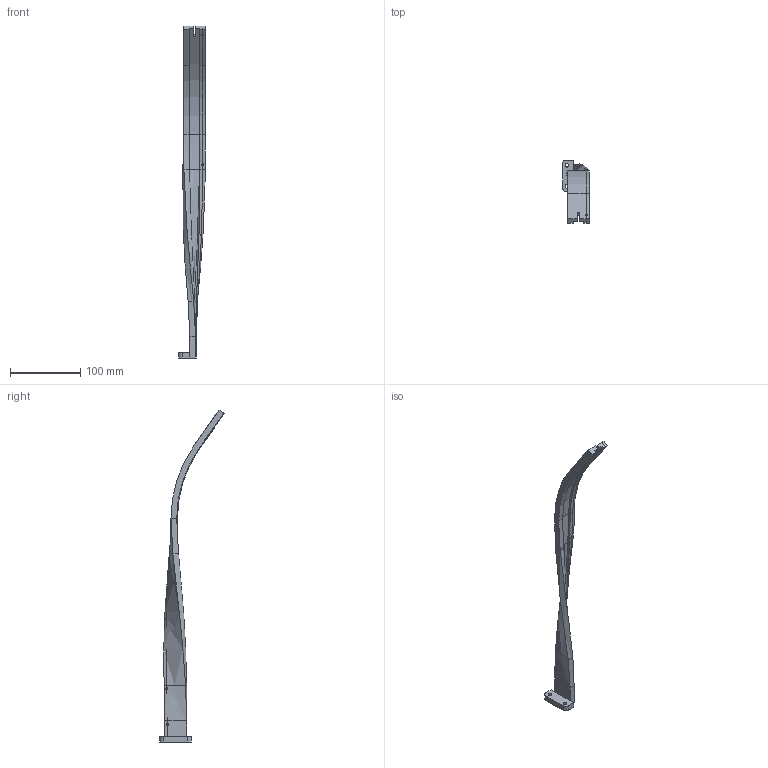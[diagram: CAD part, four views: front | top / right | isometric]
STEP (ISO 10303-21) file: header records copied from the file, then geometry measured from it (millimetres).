
FILE_DESCRIPTION(/* description */ (''),/* implementation_level */ '2;1');
FILE_NAME(/* name */ 'P-20-M0013-02-001-WH.stp',/* time_stamp */ '2019-09-16T23:04:59+02:00',/* author */ ('Walter'),/* organization */ (''),/* preprocessor_version */ 'ST-DEVELOPER v18',/* originating_system */ 'Autodesk Inventor 2020',/* authorisation */ '');
FILE_SCHEMA (('AUTOMOTIVE_DESIGN { 1 0 10303 214 3 1 1 }'));
Length unit declared in the file: millimetre
Products named in the file (1): P-20-M0013-02-001-WH
Bounding box: 38.12 x 91.52 x 471.13 mm (x, y, z)
Volume: 104582.9 mm3; surface area: 56152.1 mm2
Topology: 1 solids, 4 shells, 82 faces, 270 edges, 238 vertices
Faces by surface type: plane 34, bspline 33, cylinder 15
Full cylindrical faces by diameter (mm): 3 x5, 5 x2
Entity records: 4512 total; most frequent: CARTESIAN_POINT 2458, ORIENTED_EDGE 412, DIRECTION 287, EDGE_CURVE 227, VERTEX_POINT 150, LINE 133, VECTOR 133, EDGE_LOOP 96
